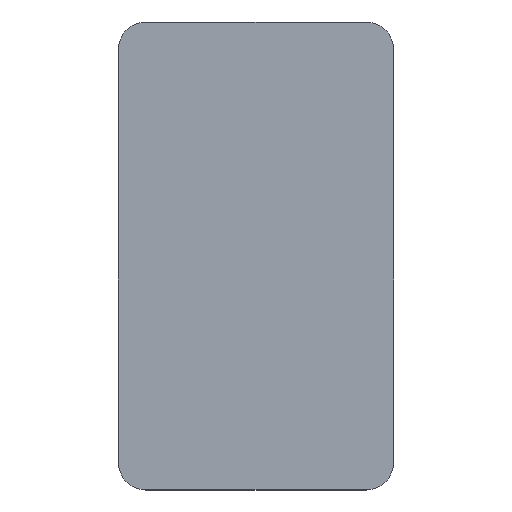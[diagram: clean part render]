
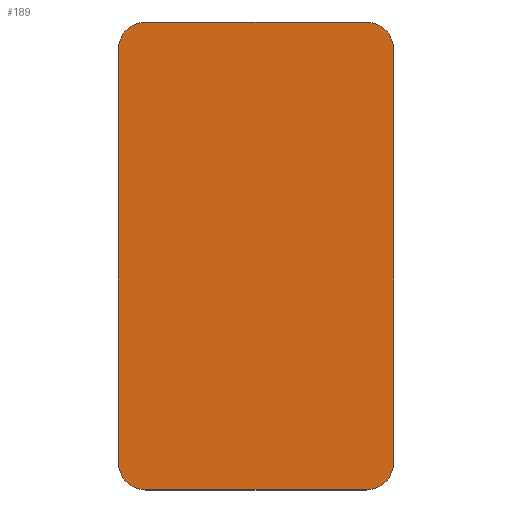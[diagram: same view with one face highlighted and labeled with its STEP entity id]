
A CAD part, top view. The second image highlights one B-rep face of the part: STEP entity #189.
In plain terms, the highlighted planar face has unit normal (0, 0, 1).
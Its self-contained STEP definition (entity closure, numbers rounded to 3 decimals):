
#3 = DIRECTION ( 'NONE',  ( -1., 0., 0. ) ) ;
#4 = PLANE ( 'NONE',  #115 ) ;
#5 = VERTEX_POINT ( 'NONE', #286 ) ;
#6 = EDGE_CURVE ( 'NONE', #117, #225, #239, .T. ) ;
#11 = DIRECTION ( 'NONE',  ( 1., 0., 0. ) ) ;
#18 = CARTESIAN_POINT ( 'NONE',  ( -4., 8.5, 2. ) ) ;
#25 = AXIS2_PLACEMENT_3D ( 'NONE', #324, #32, #11 ) ;
#26 = CARTESIAN_POINT ( 'NONE',  ( -5., -8.5, 2. ) ) ;
#27 = DIRECTION ( 'NONE',  ( 0., 0., 1. ) ) ;
#32 = DIRECTION ( 'NONE',  ( 0., 0., 1. ) ) ;
#49 = DIRECTION ( 'NONE',  ( 1., 0., 0. ) ) ;
#55 = CARTESIAN_POINT ( 'NONE',  ( 4., -8.5, 2. ) ) ;
#56 = ORIENTED_EDGE ( 'NONE', *, *, #92, .T. ) ;
#58 = VERTEX_POINT ( 'NONE', #18 ) ;
#68 = VECTOR ( 'NONE', #132, 1000. ) ;
#72 = ORIENTED_EDGE ( 'NONE', *, *, #233, .T. ) ;
#81 = CARTESIAN_POINT ( 'NONE',  ( -4., -7.5, 2. ) ) ;
#85 = ORIENTED_EDGE ( 'NONE', *, *, #6, .T. ) ;
#88 = DIRECTION ( 'NONE',  ( 1., 0., 0. ) ) ;
#92 = EDGE_CURVE ( 'NONE', #210, #58, #215, .T. ) ;
#100 = CIRCLE ( 'NONE', #25, 1. ) ;
#101 = EDGE_CURVE ( 'NONE', #114, #285, #268, .T. ) ;
#105 = FACE_OUTER_BOUND ( 'NONE', #262, .T. ) ;
#114 = VERTEX_POINT ( 'NONE', #242 ) ;
#115 = AXIS2_PLACEMENT_3D ( 'NONE', #142, #27, #200 ) ;
#117 = VERTEX_POINT ( 'NONE', #340 ) ;
#132 = DIRECTION ( 'NONE',  ( 0., -1., 0. ) ) ;
#136 = EDGE_CURVE ( 'NONE', #225, #210, #191, .T. ) ;
#142 = CARTESIAN_POINT ( 'NONE',  ( 0., 0., 2. ) ) ;
#163 = CARTESIAN_POINT ( 'NONE',  ( 5., -8.5, 2. ) ) ;
#164 = EDGE_CURVE ( 'NONE', #5, #198, #224, .T. ) ;
#168 = DIRECTION ( 'NONE',  ( 0., 0., 1. ) ) ;
#175 = AXIS2_PLACEMENT_3D ( 'NONE', #303, #168, #307 ) ;
#182 = AXIS2_PLACEMENT_3D ( 'NONE', #211, #292, #49 ) ;
#189 = ADVANCED_FACE ( 'NONE', ( #105 ), #4, .T. ) ;
#191 = CIRCLE ( 'NONE', #182, 1. ) ;
#192 = EDGE_CURVE ( 'NONE', #58, #114, #229, .T. ) ;
#193 = DIRECTION ( 'NONE',  ( 0., 0., 1. ) ) ;
#197 = VECTOR ( 'NONE', #3, 1000. ) ;
#198 = VERTEX_POINT ( 'NONE', #55 ) ;
#199 = VECTOR ( 'NONE', #336, 1000. ) ;
#200 = DIRECTION ( 'NONE',  ( 1., 0., 0. ) ) ;
#208 = ORIENTED_EDGE ( 'NONE', *, *, #136, .T. ) ;
#210 = VERTEX_POINT ( 'NONE', #222 ) ;
#211 = CARTESIAN_POINT ( 'NONE',  ( 4., 7.5, 2. ) ) ;
#215 = LINE ( 'NONE', #245, #197 ) ;
#221 = CIRCLE ( 'NONE', #297, 1. ) ;
#222 = CARTESIAN_POINT ( 'NONE',  ( 4., 8.5, 2. ) ) ;
#224 = LINE ( 'NONE', #163, #282 ) ;
#225 = VERTEX_POINT ( 'NONE', #328 ) ;
#229 = CIRCLE ( 'NONE', #175, 1. ) ;
#233 = EDGE_CURVE ( 'NONE', #198, #117, #100, .T. ) ;
#239 = LINE ( 'NONE', #290, #199 ) ;
#242 = CARTESIAN_POINT ( 'NONE',  ( -5., 7.5, 2. ) ) ;
#245 = CARTESIAN_POINT ( 'NONE',  ( 5., 8.5, 2. ) ) ;
#259 = ORIENTED_EDGE ( 'NONE', *, *, #291, .T. ) ;
#262 = EDGE_LOOP ( 'NONE', ( #85, #208, #56, #325, #309, #259, #281, #72 ) ) ;
#268 = LINE ( 'NONE', #26, #68 ) ;
#281 = ORIENTED_EDGE ( 'NONE', *, *, #164, .T. ) ;
#282 = VECTOR ( 'NONE', #88, 1000. ) ;
#285 = VERTEX_POINT ( 'NONE', #323 ) ;
#286 = CARTESIAN_POINT ( 'NONE',  ( -4., -8.5, 2. ) ) ;
#290 = CARTESIAN_POINT ( 'NONE',  ( 5., -8.5, 2. ) ) ;
#291 = EDGE_CURVE ( 'NONE', #285, #5, #221, .T. ) ;
#292 = DIRECTION ( 'NONE',  ( 0., 0., 1. ) ) ;
#297 = AXIS2_PLACEMENT_3D ( 'NONE', #81, #193, #299 ) ;
#299 = DIRECTION ( 'NONE',  ( 1., 0., 0. ) ) ;
#303 = CARTESIAN_POINT ( 'NONE',  ( -4., 7.5, 2. ) ) ;
#307 = DIRECTION ( 'NONE',  ( 1., 0., 0. ) ) ;
#309 = ORIENTED_EDGE ( 'NONE', *, *, #101, .T. ) ;
#323 = CARTESIAN_POINT ( 'NONE',  ( -5., -7.5, 2. ) ) ;
#324 = CARTESIAN_POINT ( 'NONE',  ( 4., -7.5, 2. ) ) ;
#325 = ORIENTED_EDGE ( 'NONE', *, *, #192, .T. ) ;
#328 = CARTESIAN_POINT ( 'NONE',  ( 5., 7.5, 2. ) ) ;
#336 = DIRECTION ( 'NONE',  ( 0., 1., 0. ) ) ;
#340 = CARTESIAN_POINT ( 'NONE',  ( 5., -7.5, 2. ) ) ;
